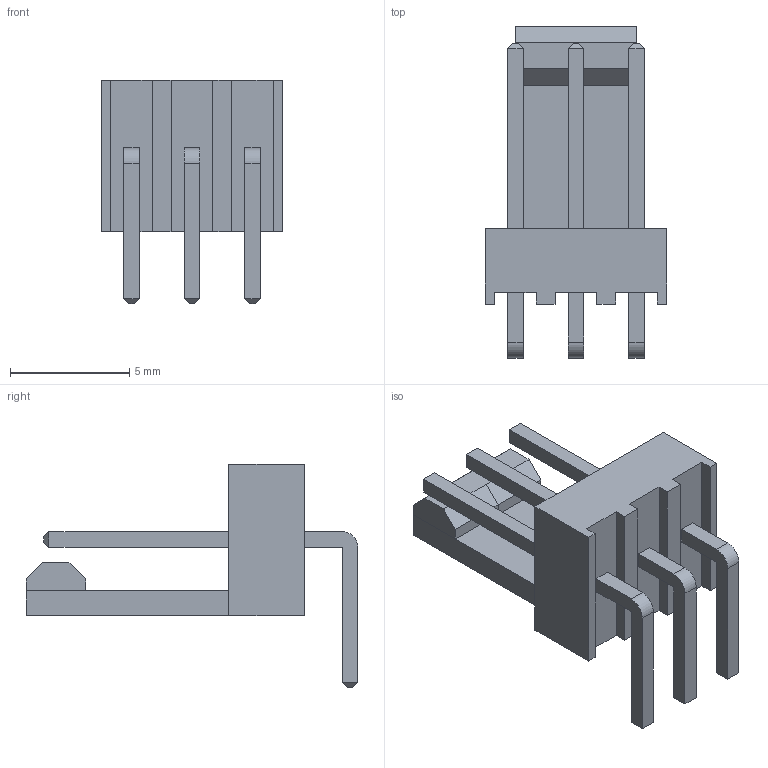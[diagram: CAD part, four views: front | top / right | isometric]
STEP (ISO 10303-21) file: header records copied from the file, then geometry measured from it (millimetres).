
FILE_DESCRIPTION(('FreeCAD Model'),'2;1');
FILE_NAME('MOLEX_KK_1x03_P2.54mm_HORIZONTAL.step','2020-08-03T19:57:08',( 'kicad StepUp'),('ksu MCAD'),'Open CASCADE STEP processor 7.3', 'FreeCAD','Unknown');
FILE_SCHEMA(('AUTOMOTIVE_DESIGN { 1 0 10303 214 1 1 1 1 }'));
Length unit declared in the file: millimetre
Products named in the file (1): MOLEX_KK_1x03_P2.54mm_HORIZONTAL
Bounding box: 7.62 x 13.92 x 9.39 mm (x, y, z)
Volume: 215.8 mm3; surface area: 485.2 mm2
Topology: 4 solids, 4 shells, 97 faces, 236 edges, 147 vertices
Faces by surface type: plane 94, cylinder 3
Entity records: 3446 total; most frequent: CARTESIAN_POINT 481, ORIENTED_EDGE 472, DIRECTION 438, EDGE_CURVE 236, LINE 230, VECTOR 230, VERTEX_POINT 147, AXIS2_PLACEMENT_3D 104
